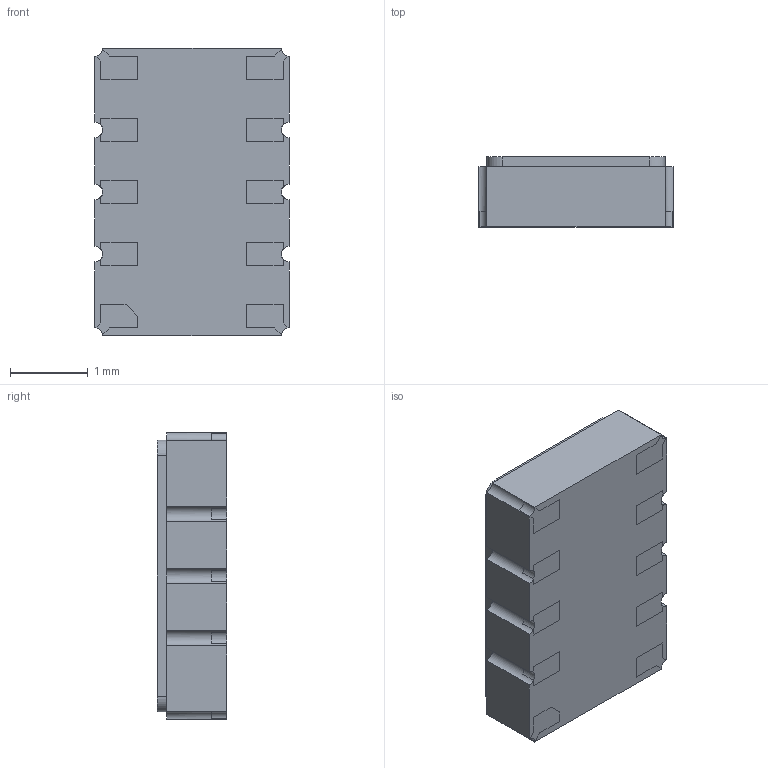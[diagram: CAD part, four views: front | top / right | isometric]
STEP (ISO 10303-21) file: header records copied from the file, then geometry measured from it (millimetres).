
FILE_DESCRIPTION (( 'STEP AP214' ), '1' );
FILE_NAME ('RV-1805-C3.STEP', '2021-06-15T02:58:44', ( '' ), ( '' ), 'SwSTEP 2.0', 'SolidWorks 2017', '' );
FILE_SCHEMA (( 'AUTOMOTIVE_DESIGN' ));
Length unit declared in the file: millimetre
Products named in the file (1): RV-1805-C3
Bounding box: 2.5 x 0.9 x 3.7 mm (x, y, z)
Volume: 8.1 mm3; surface area: 54.7 mm2
Topology: 13 solids, 13 shells, 188 faces, 486 edges, 324 vertices
Faces by surface type: plane 160, cylinder 28
Entity records: 5832 total; most frequent: CARTESIAN_POINT 999, ORIENTED_EDGE 972, DIRECTION 940, EDGE_CURVE 486, VECTOR 410, LINE 410, VERTEX_POINT 324, AXIS2_PLACEMENT_3D 265
